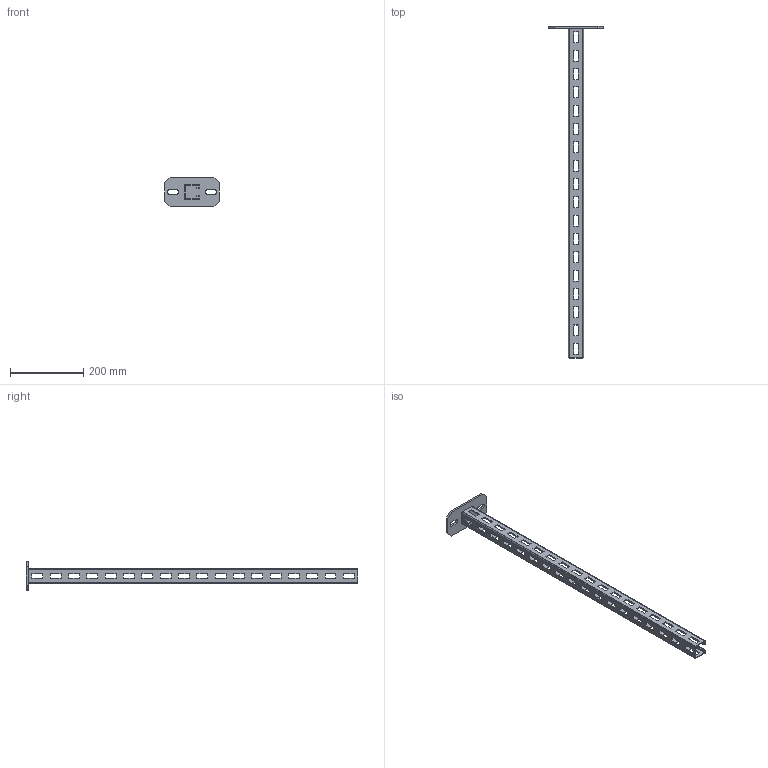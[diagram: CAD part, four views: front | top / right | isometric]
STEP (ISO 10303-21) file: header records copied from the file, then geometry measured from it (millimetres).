
FILE_DESCRIPTION((''),'2;1');
FILE_NAME('750690_ASM','2018-12-11T13:28:46',('tomasz.grudniewski'),(''),'CREO PARAMETRIC BY PTC INC, 2018260','CREO PARAMETRIC BY PTC INC, 2018260','');
FILE_SCHEMA(('CONFIG_CONTROL_DESIGN'));
Length unit declared in the file: millimetre
Products named in the file (3): PODSTAWA_80X150_G6_PRT; WPCW_900_PRT; 750690_ASM
Assembly tree (2 placements, depth 2):
  750690_ASM
    PODSTAWA_80X150_G6_PRT
    WPCW_900_PRT
Bounding box: 150 x 906 x 80 mm (x, y, z)
Volume: 276464.4 mm3; surface area: 249992.9 mm2
Topology: 2 solids, 2 shells, 288 faces, 804 edges, 520 vertices
Faces by surface type: plane 272, cylinder 16
Entity records: 9328 total; most frequent: CARTESIAN_POINT 1617, ORIENTED_EDGE 1608, DIRECTION 1422, EDGE_CURVE 804, VECTOR 772, LINE 772, VERTEX_POINT 520, EDGE_LOOP 400
